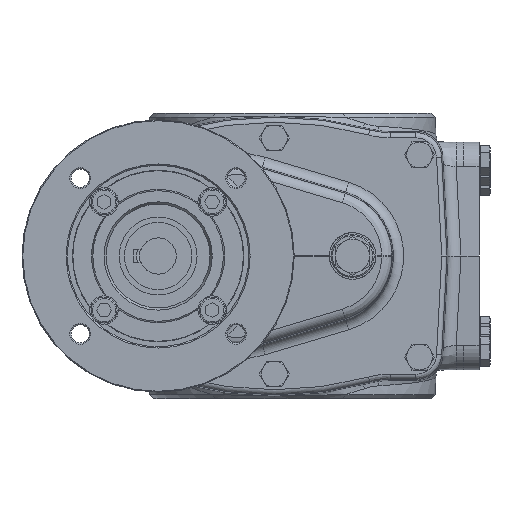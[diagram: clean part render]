
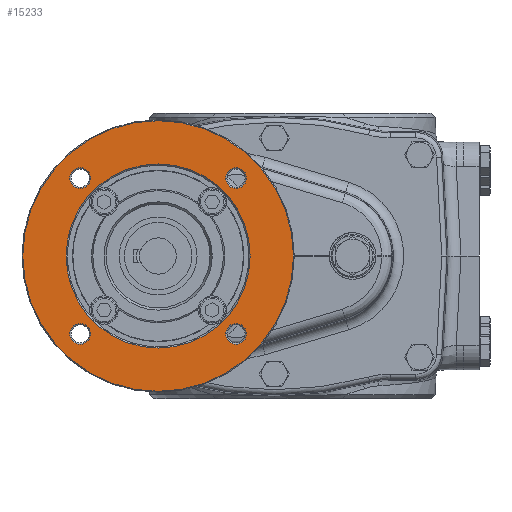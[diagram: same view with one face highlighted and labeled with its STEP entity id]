
A CAD part, left-side view. The second image highlights one B-rep face of the part: STEP entity #15233.
In plain terms, the highlighted face is planar.
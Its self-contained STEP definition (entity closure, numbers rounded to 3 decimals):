
#2017=PLANE('',#16520);
#4802=ORIENTED_EDGE('',*,*,#6302,.T.);
#4803=ORIENTED_EDGE('',*,*,#6305,.T.);
#4804=ORIENTED_EDGE('',*,*,#6308,.T.);
#4805=ORIENTED_EDGE('',*,*,#6425,.T.);
#4806=ORIENTED_EDGE('',*,*,#6426,.T.);
#4807=ORIENTED_EDGE('',*,*,#6427,.T.);
#6302=EDGE_CURVE('',#7346,#7346,#7912,.T.);
#6305=EDGE_CURVE('',#7349,#7349,#7915,.T.);
#6308=EDGE_CURVE('',#7352,#7352,#7918,.T.);
#6425=EDGE_CURVE('',#7436,#7436,#7999,.T.);
#6426=EDGE_CURVE('',#7437,#7437,#8000,.T.);
#6427=EDGE_CURVE('',#7438,#7438,#8001,.F.);
#7346=VERTEX_POINT('',#24801);
#7349=VERTEX_POINT('',#24809);
#7352=VERTEX_POINT('',#24817);
#7436=VERTEX_POINT('',#25177);
#7437=VERTEX_POINT('',#25179);
#7438=VERTEX_POINT('',#25181);
#7912=CIRCLE('',#16395,4.);
#7915=CIRCLE('',#16400,4.);
#7918=CIRCLE('',#16405,4.);
#7999=CIRCLE('',#16521,4.);
#8000=CIRCLE('',#16522,52.2);
#8001=CIRCLE('',#16523,35.5);
#8901=EDGE_LOOP('',(#4802));
#8902=EDGE_LOOP('',(#4803));
#8903=EDGE_LOOP('',(#4804));
#8904=EDGE_LOOP('',(#4805));
#8905=EDGE_LOOP('',(#4806));
#8906=EDGE_LOOP('',(#4807));
#9871=FACE_BOUND('',#8901,.T.);
#9872=FACE_BOUND('',#8902,.T.);
#9873=FACE_BOUND('',#8903,.T.);
#9874=FACE_BOUND('',#8904,.T.);
#9875=FACE_BOUND('',#8905,.T.);
#9876=FACE_BOUND('',#8906,.T.);
#15233=ADVANCED_FACE('',(#9871,#9872,#9873,#9874,#9875,#9876),#2017,.T.);
#16395=AXIS2_PLACEMENT_3D('',#24800,#19275,#19276);
#16400=AXIS2_PLACEMENT_3D('',#24808,#19285,#19286);
#16405=AXIS2_PLACEMENT_3D('',#24816,#19295,#19296);
#16520=AXIS2_PLACEMENT_3D('',#25175,#19525,#19526);
#16521=AXIS2_PLACEMENT_3D('',#25176,#19527,#19528);
#16522=AXIS2_PLACEMENT_3D('',#25178,#19529,#19530);
#16523=AXIS2_PLACEMENT_3D('',#25180,#19531,#19532);
#19275=DIRECTION('',(0.,-1.,0.));
#19276=DIRECTION('',(0.,0.,-1.));
#19285=DIRECTION('',(0.,-1.,0.));
#19286=DIRECTION('',(1.,0.,0.));
#19295=DIRECTION('',(0.,-1.,0.));
#19296=DIRECTION('',(0.,0.,1.));
#19525=DIRECTION('',(0.,1.,0.));
#19526=DIRECTION('',(0.,0.,1.));
#19527=DIRECTION('',(0.,-1.,0.));
#19528=DIRECTION('',(-1.,0.,0.));
#19529=DIRECTION('',(0.,1.,0.));
#19530=DIRECTION('',(0.,0.,1.));
#19531=DIRECTION('',(0.,1.,0.));
#19532=DIRECTION('',(0.,0.,1.));
#24800=CARTESIAN_POINT('',(-30.052,0.,30.052));
#24801=CARTESIAN_POINT('',(-30.052,0.,26.052));
#24808=CARTESIAN_POINT('',(-30.052,0.,-30.052));
#24809=CARTESIAN_POINT('',(-26.052,0.,-30.052));
#24816=CARTESIAN_POINT('',(30.052,0.,-30.052));
#24817=CARTESIAN_POINT('',(30.052,0.,-26.052));
#25175=CARTESIAN_POINT('',(0.,0.,52.5));
#25176=CARTESIAN_POINT('',(30.052,0.,30.052));
#25177=CARTESIAN_POINT('',(26.052,0.,30.052));
#25178=CARTESIAN_POINT('',(0.,0.,0.));
#25179=CARTESIAN_POINT('',(0.,0.,52.2));
#25180=CARTESIAN_POINT('',(0.,0.,0.));
#25181=CARTESIAN_POINT('',(0.,0.,35.5));
